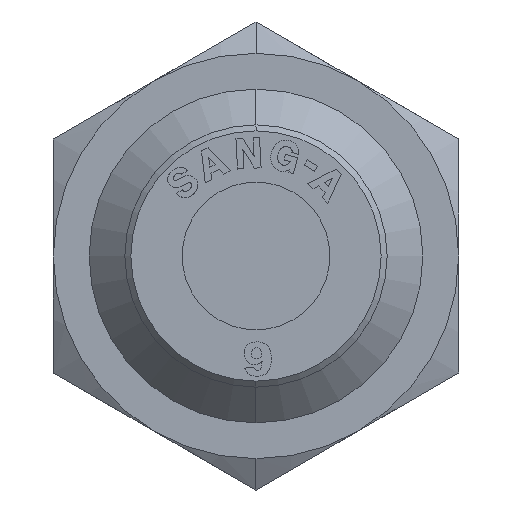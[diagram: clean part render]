
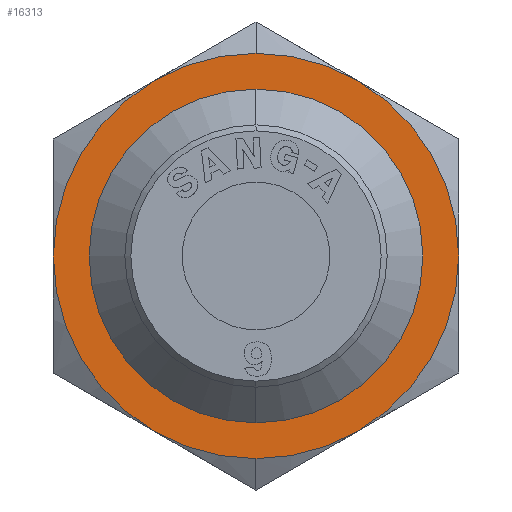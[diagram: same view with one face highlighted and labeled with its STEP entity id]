
A CAD part, left-side view. The second image highlights one B-rep face of the part: STEP entity #16313.
In plain terms, the highlighted planar face has unit normal (-1, 0, 0).
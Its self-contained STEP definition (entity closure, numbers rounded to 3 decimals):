
#363=CARTESIAN_POINT('',(-2.75,0.0,7.01));
#364=VERTEX_POINT('',#363);
#372=CARTESIAN_POINT('',(-2.75,0.,-6.99));
#373=VERTEX_POINT('',#372);
#380=CARTESIAN_POINT('',(-2.75,0.0,0.01));
#381=DIRECTION('',(1.0,0.0,0.0));
#382=DIRECTION('',(0.0,0.0,1.0));
#383=AXIS2_PLACEMENT_3D('',#380,#381,#382);
#384=CIRCLE('',#383,7.);
#385=EDGE_CURVE('',#364,#373,#384,.T.);
#479=CARTESIAN_POINT('',(-2.75,0.,8.51));
#480=VERTEX_POINT('',#479);
#489=CARTESIAN_POINT('',(-2.75,-4.25,7.371));
#490=VERTEX_POINT('',#489);
#491=CARTESIAN_POINT('',(-2.75,0.,0.01));
#492=DIRECTION('',(-1.0,0.0,0.0));
#493=DIRECTION('',(0.0,0.0,1.0));
#494=AXIS2_PLACEMENT_3D('',#491,#492,#493);
#495=CIRCLE('',#494,8.5);
#496=EDGE_CURVE('',#490,#480,#495,.T.);
#521=CARTESIAN_POINT('',(-2.75,0.,-8.49));
#522=VERTEX_POINT('',#521);
#529=CARTESIAN_POINT('',(-2.75,-4.25,-7.351));
#530=VERTEX_POINT('',#529);
#544=CARTESIAN_POINT('',(-2.75,0.,0.01));
#545=DIRECTION('',(-1.0,0.0,0.0));
#546=DIRECTION('',(0.0,0.0,1.0));
#547=AXIS2_PLACEMENT_3D('',#544,#545,#546);
#548=CIRCLE('',#547,8.5);
#549=EDGE_CURVE('',#522,#530,#548,.T.);
#16244=CARTESIAN_POINT('',(-2.75,-8.5,-4.897));
#16245=DIRECTION('',(1.0,0.0,0.0));
#16246=DIRECTION('',(0.0,0.0,1.0));
#16247=AXIS2_PLACEMENT_3D('',#16244,#16245,#16246);
#16248=PLANE('',#16247);
#16249=CARTESIAN_POINT('',(-2.75,-8.5,0.01));
#16250=VERTEX_POINT('',#16249);
#16251=CARTESIAN_POINT('',(-2.75,0.,0.01));
#16252=DIRECTION('',(-1.0,0.0,0.0));
#16253=DIRECTION('',(0.0,0.0,1.0));
#16254=AXIS2_PLACEMENT_3D('',#16251,#16252,#16253);
#16255=CIRCLE('',#16254,8.5);
#16256=EDGE_CURVE('',#530,#16250,#16255,.T.);
#16257=ORIENTED_EDGE('',*,*,#16256,.T.);
#16258=CARTESIAN_POINT('',(-2.75,0.,0.01));
#16259=DIRECTION('',(-1.0,0.0,0.0));
#16260=DIRECTION('',(0.0,0.0,1.0));
#16261=AXIS2_PLACEMENT_3D('',#16258,#16259,#16260);
#16262=CIRCLE('',#16261,8.5);
#16263=EDGE_CURVE('',#16250,#490,#16262,.T.);
#16264=ORIENTED_EDGE('',*,*,#16263,.T.);
#16265=ORIENTED_EDGE('',*,*,#496,.T.);
#16266=CARTESIAN_POINT('',(-2.75,4.25,7.371));
#16267=VERTEX_POINT('',#16266);
#16268=CARTESIAN_POINT('',(-2.75,0.,0.01));
#16269=DIRECTION('',(-1.0,0.0,0.0));
#16270=DIRECTION('',(0.0,0.0,1.0));
#16271=AXIS2_PLACEMENT_3D('',#16268,#16269,#16270);
#16272=CIRCLE('',#16271,8.5);
#16273=EDGE_CURVE('',#480,#16267,#16272,.T.);
#16274=ORIENTED_EDGE('',*,*,#16273,.T.);
#16275=CARTESIAN_POINT('',(-2.75,8.5,0.01));
#16276=VERTEX_POINT('',#16275);
#16277=CARTESIAN_POINT('',(-2.75,0.,0.01));
#16278=DIRECTION('',(-1.0,0.0,0.0));
#16279=DIRECTION('',(0.0,0.0,1.0));
#16280=AXIS2_PLACEMENT_3D('',#16277,#16278,#16279);
#16281=CIRCLE('',#16280,8.5);
#16282=EDGE_CURVE('',#16267,#16276,#16281,.T.);
#16283=ORIENTED_EDGE('',*,*,#16282,.T.);
#16284=CARTESIAN_POINT('',(-2.75,4.25,-7.351));
#16285=VERTEX_POINT('',#16284);
#16286=CARTESIAN_POINT('',(-2.75,0.,0.01));
#16287=DIRECTION('',(-1.0,0.0,0.0));
#16288=DIRECTION('',(0.0,0.0,1.0));
#16289=AXIS2_PLACEMENT_3D('',#16286,#16287,#16288);
#16290=CIRCLE('',#16289,8.5);
#16291=EDGE_CURVE('',#16276,#16285,#16290,.T.);
#16292=ORIENTED_EDGE('',*,*,#16291,.T.);
#16293=CARTESIAN_POINT('',(-2.75,0.,0.01));
#16294=DIRECTION('',(-1.0,0.0,0.0));
#16295=DIRECTION('',(0.0,0.0,1.0));
#16296=AXIS2_PLACEMENT_3D('',#16293,#16294,#16295);
#16297=CIRCLE('',#16296,8.5);
#16298=EDGE_CURVE('',#16285,#522,#16297,.T.);
#16299=ORIENTED_EDGE('',*,*,#16298,.T.);
#16300=ORIENTED_EDGE('',*,*,#549,.T.);
#16301=EDGE_LOOP('',(#16257,#16264,#16265,#16274,#16283,#16292,#16299,#16300));
#16302=FACE_OUTER_BOUND('',#16301,.T.);
#16303=ORIENTED_EDGE('',*,*,#385,.T.);
#16304=CARTESIAN_POINT('',(-2.75,0.0,0.01));
#16305=DIRECTION('',(1.0,0.0,0.0));
#16306=DIRECTION('',(0.0,0.0,1.0));
#16307=AXIS2_PLACEMENT_3D('',#16304,#16305,#16306);
#16308=CIRCLE('',#16307,7.);
#16309=EDGE_CURVE('',#373,#364,#16308,.T.);
#16310=ORIENTED_EDGE('',*,*,#16309,.T.);
#16311=EDGE_LOOP('',(#16303,#16310));
#16312=FACE_BOUND('',#16311,.T.);
#16313=ADVANCED_FACE('',(#16302,#16312),#16248,.F.);
